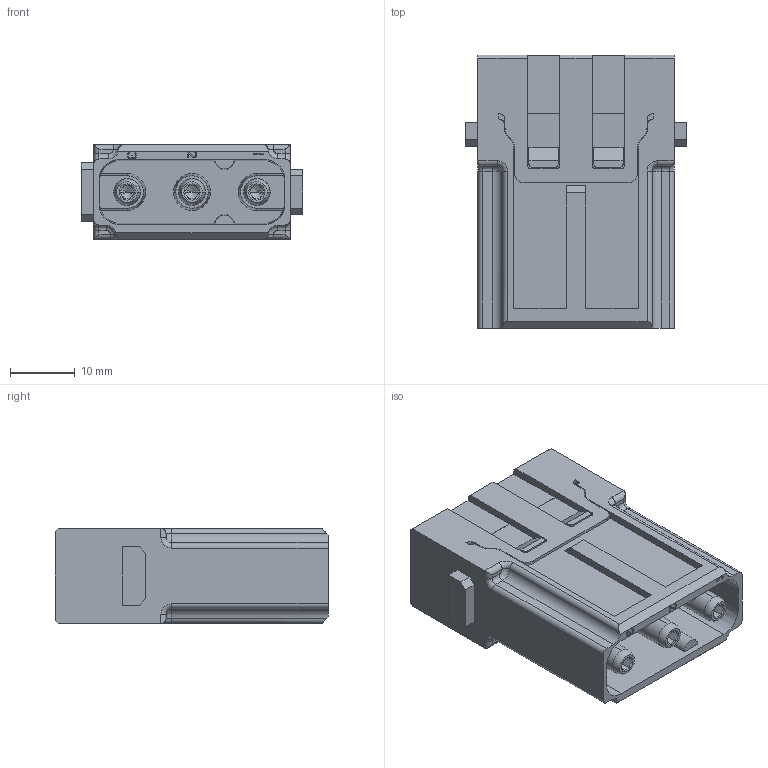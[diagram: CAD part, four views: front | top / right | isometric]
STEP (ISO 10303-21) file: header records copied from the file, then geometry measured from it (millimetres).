
FILE_DESCRIPTION(/* description */ (''),/* implementation_level */ '2;1');
FILE_NAME(/* name */ 'HMK-003.1-M_stp_stp.stp',/* time_stamp */ '2024-04-02T18:11:43+08:00',/* author */ (''),/* organization */ (''),/* preprocessor_version */ 'ST-DEVELOPER v18.1',/* originating_system */ 'SIEMENS PLM Software NX 1980',/* authorisation */ '');
FILE_SCHEMA (('AUTOMOTIVE_DESIGN { 1 0 10303 214 3 1 1 1 }'));
Length unit declared in the file: millimetre
Products named in the file (1): 131834A09DBDasjp
Bounding box: 34.2 x 42.2 x 14.7 mm (x, y, z)
Volume: 10311.6 mm3; surface area: 16626.4 mm2
Topology: 1 solids, 5 shells, 1052 faces, 2982 edges, 1936 vertices
Faces by surface type: plane 482, cylinder 318, cone 162, torus 50, bspline 22, sphere 18
Entity records: 47385 total; most frequent: CARTESIAN_POINT 13616, ORIENTED_EDGE 5916, DIRECTION 5045, EDGE_CURVE 2958, VERTEX_POINT 1936, AXIS2_PLACEMENT_3D 1810, LINE 1425, VECTOR 1425
